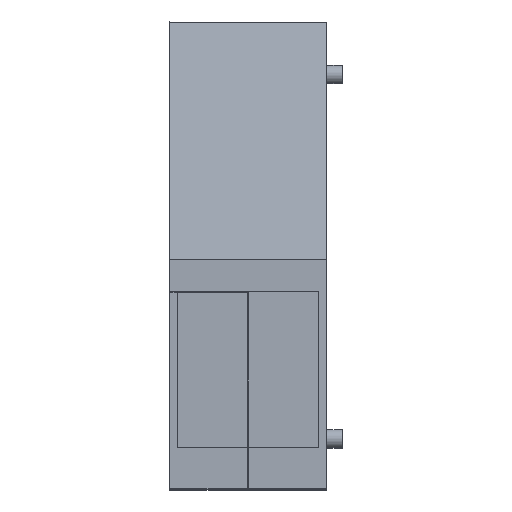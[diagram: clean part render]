
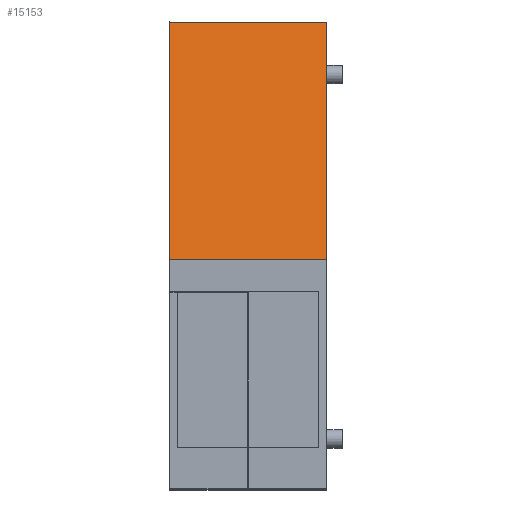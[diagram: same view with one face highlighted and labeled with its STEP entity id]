
A CAD part, top view. The second image highlights one B-rep face of the part: STEP entity #15153.
In plain terms, the highlighted planar face has unit normal (0, 0.208, 0.978).
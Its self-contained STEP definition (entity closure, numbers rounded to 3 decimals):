
#15140=AXIS2_PLACEMENT_3D('Plane Axis2P3D',#15137,#15138,#15139) ;
#12349=CARTESIAN_POINT('Vertex',(24.9,74.,88.)) ;
#12352=CARTESIAN_POINT('Line Origine',(24.9,55.181,92.)) ;
#12356=CARTESIAN_POINT('Vertex',(24.9,36.363,96.)) ;
#13018=CARTESIAN_POINT('Vertex',(0.,36.363,96.)) ;
#13021=CARTESIAN_POINT('Line Origine',(0.,55.181,92.)) ;
#13025=CARTESIAN_POINT('Vertex',(0.,74.,88.)) ;
#15098=CARTESIAN_POINT('Line Origine',(12.45,74.,88.)) ;
#15137=CARTESIAN_POINT('Axis2P3D Location',(0.,36.363,96.)) ;
#15142=CARTESIAN_POINT('Line Origine',(12.45,36.363,96.)) ;
#12353=DIRECTION('Vector Direction',(0.,0.978,-0.208)) ;
#13022=DIRECTION('Vector Direction',(0.,0.978,-0.208)) ;
#15099=DIRECTION('Vector Direction',(1.,0.,0.)) ;
#15138=DIRECTION('Axis2P3D Direction',(0.,-0.208,-0.978)) ;
#15139=DIRECTION('Axis2P3D XDirection',(0.,0.978,-0.208)) ;
#15143=DIRECTION('Vector Direction',(1.,0.,0.)) ;
#12354=VECTOR('Line Direction',#12353,1.) ;
#13023=VECTOR('Line Direction',#13022,1.) ;
#15100=VECTOR('Line Direction',#15099,1.) ;
#15144=VECTOR('Line Direction',#15143,1.) ;
#15148=ORIENTED_EDGE('',*,*,#12358,.T.) ;
#15149=ORIENTED_EDGE('',*,*,#15102,.F.) ;
#15150=ORIENTED_EDGE('',*,*,#13027,.F.) ;
#15151=ORIENTED_EDGE('',*,*,#15146,.T.) ;
#15153=ADVANCED_FACE('SECONDARY',(#15152),#15141,.F.) ;
#12358=EDGE_CURVE('',#12357,#12350,#12355,.T.) ;
#13027=EDGE_CURVE('',#13019,#13026,#13024,.T.) ;
#15102=EDGE_CURVE('',#13026,#12350,#15101,.T.) ;
#15146=EDGE_CURVE('',#13019,#12357,#15145,.T.) ;
#15147=EDGE_LOOP('',(#15148,#15149,#15150,#15151)) ;
#15152=FACE_OUTER_BOUND('',#15147,.T.) ;
#12355=LINE('Line',#12352,#12354) ;
#13024=LINE('Line',#13021,#13023) ;
#15101=LINE('Line',#15098,#15100) ;
#15145=LINE('Line',#15142,#15144) ;
#15141=PLANE('',#15140) ;
#12350=VERTEX_POINT('',#12349) ;
#12357=VERTEX_POINT('',#12356) ;
#13019=VERTEX_POINT('',#13018) ;
#13026=VERTEX_POINT('',#13025) ;
